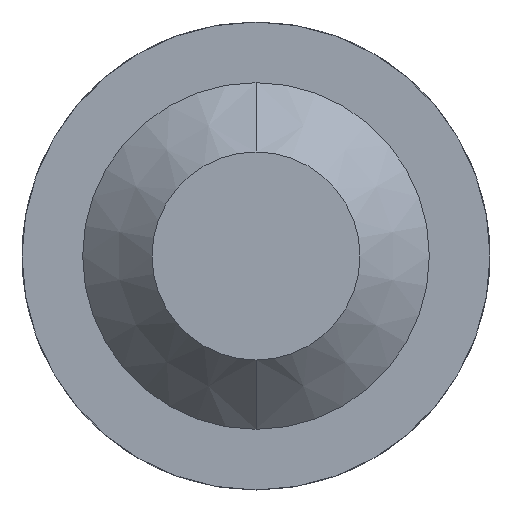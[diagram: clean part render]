
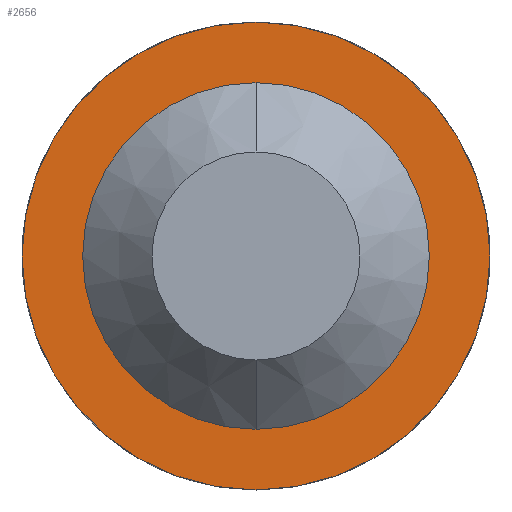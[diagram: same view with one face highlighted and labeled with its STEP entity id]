
A CAD part, front view. The second image highlights one B-rep face of the part: STEP entity #2656.
In plain terms, the highlighted planar face has unit normal (0, -1, 0).
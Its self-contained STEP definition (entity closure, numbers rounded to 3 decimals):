
#13 = CIRCLE ( 'NONE', #1327, 0.5 ) ;
#122 = EDGE_CURVE ( 'Defeature ausgef�hrt2_4+Defeature ausgef�hrt2_5+Defeature ausgef�hrt2_5+Defeature ausgef�hrt2_5', #2308, #3235, #1949, .T. ) ;
#253 = DIRECTION ( 'NONE',  ( 0., 0., -1. ) ) ;
#300 = CARTESIAN_POINT ( 'NONE',  ( 0., 12., 0. ) ) ;
#332 = AXIS2_PLACEMENT_3D ( 'NONE', #1178, #2157, #1128 ) ;
#333 = CARTESIAN_POINT ( 'NONE',  ( 0., 12., 0.675 ) ) ;
#502 = AXIS2_PLACEMENT_3D ( 'NONE', #2869, #2834, #3324 ) ;
#661 = ORIENTED_EDGE ( 'NONE', *, *, #3199, .F. ) ;
#735 = CARTESIAN_POINT ( 'NONE',  ( 0., 12., -0.675 ) ) ;
#748 = PLANE ( 'NONE',  #502 ) ;
#827 = EDGE_LOOP ( 'NONE', ( #661, #1782 ) ) ;
#845 = VERTEX_POINT ( 'NONE', #3098 ) ;
#994 = CIRCLE ( 'NONE', #1875, 0.5 ) ;
#1100 = EDGE_LOOP ( 'NONE', ( #1827, #1691 ) ) ;
#1128 = DIRECTION ( 'NONE',  ( 0., 0., -1. ) ) ;
#1178 = CARTESIAN_POINT ( 'NONE',  ( 0., 12., 0. ) ) ;
#1199 = AXIS2_PLACEMENT_3D ( 'NONE', #1576, #2067, #3140 ) ;
#1327 = AXIS2_PLACEMENT_3D ( 'NONE', #3091, #3335, #253 ) ;
#1386 = EDGE_CURVE ( 'Defeature ausgef�hrt2_4+Defeature ausgef�hrt2_5+Defeature ausgef�hrt2_5+Defeature ausgef�hrt2_5', #3235, #2308, #2687, .T. ) ;
#1576 = CARTESIAN_POINT ( 'NONE',  ( 0., 12., 0. ) ) ;
#1691 = ORIENTED_EDGE ( 'NONE', *, *, #1386, .T. ) ;
#1782 = ORIENTED_EDGE ( 'NONE', *, *, #3076, .F. ) ;
#1827 = ORIENTED_EDGE ( 'NONE', *, *, #122, .T. ) ;
#1875 = AXIS2_PLACEMENT_3D ( 'NONE', #300, #2418, #2382 ) ;
#1949 = CIRCLE ( 'NONE', #1199, 0.675 ) ;
#1999 = CARTESIAN_POINT ( 'NONE',  ( 0., 12., 0.5 ) ) ;
#2043 = FACE_OUTER_BOUND ( 'NONE', #1100, .T. ) ;
#2067 = DIRECTION ( 'NONE',  ( 0., -1., 0. ) ) ;
#2157 = DIRECTION ( 'NONE',  ( 0., -1., 0. ) ) ;
#2308 = VERTEX_POINT ( 'NONE', #735 ) ;
#2340 = FACE_BOUND ( 'NONE', #827, .T. ) ;
#2382 = DIRECTION ( 'NONE',  ( 0., 0., -1. ) ) ;
#2418 = DIRECTION ( 'NONE',  ( 0., -1., 0. ) ) ;
#2656 = ADVANCED_FACE ( 'Defeature ausgef�hrt2_4', ( #2043, #2340 ), #748, .T. ) ;
#2687 = CIRCLE ( 'NONE', #332, 0.675 ) ;
#2834 = DIRECTION ( 'NONE',  ( 0., -1., 0. ) ) ;
#2869 = CARTESIAN_POINT ( 'NONE',  ( 0.5, 12., 0. ) ) ;
#2984 = VERTEX_POINT ( 'NONE', #1999 ) ;
#3076 = EDGE_CURVE ( 'Defeature ausgef�hrt2_2+Defeature ausgef�hrt2_4+Defeature ausgef�hrt2_4+Defeature ausgef�hrt2_4', #2984, #845, #13, .T. ) ;
#3091 = CARTESIAN_POINT ( 'NONE',  ( 0., 12., 0. ) ) ;
#3098 = CARTESIAN_POINT ( 'NONE',  ( 0., 12., -0.5 ) ) ;
#3140 = DIRECTION ( 'NONE',  ( 0., 0., -1. ) ) ;
#3199 = EDGE_CURVE ( 'Defeature ausgef�hrt2_2+Defeature ausgef�hrt2_4+Defeature ausgef�hrt2_4+Defeature ausgef�hrt2_4', #845, #2984, #994, .T. ) ;
#3235 = VERTEX_POINT ( 'NONE', #333 ) ;
#3324 = DIRECTION ( 'NONE',  ( 0., 0., -1. ) ) ;
#3335 = DIRECTION ( 'NONE',  ( 0., -1., 0. ) ) ;
